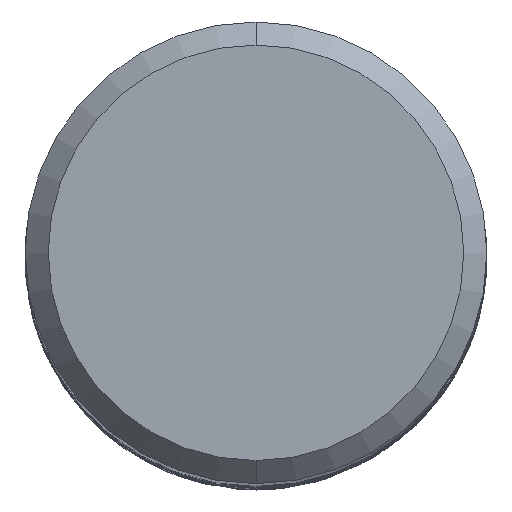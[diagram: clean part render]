
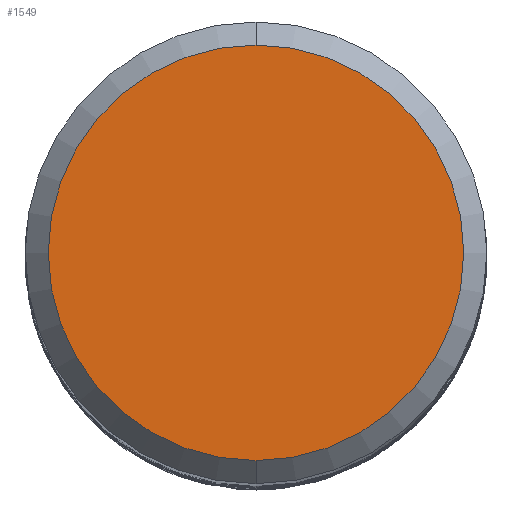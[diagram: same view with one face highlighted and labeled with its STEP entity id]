
A CAD part, top view. The second image highlights one B-rep face of the part: STEP entity #1549.
In plain terms, the highlighted planar face has unit normal (0, 0, 1).
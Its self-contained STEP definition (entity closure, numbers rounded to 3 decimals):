
#1093=EDGE_CURVE('',#1867,#1829,#2389,.T.);
#1127=EDGE_CURVE('',#1829,#1867,#2424,.T.);
#1549=ADVANCED_FACE('',(#2895),#2896,.T.);
#1829=VERTEX_POINT('',#3197);
#1867=VERTEX_POINT('',#3235);
#2389=CIRCLE('',#8844,9.0);
#2424=CIRCLE('',#9081,9.0);
#2895=FACE_OUTER_BOUND('',#16255,.T.);
#2896=PLANE('',#16256);
#3197=CARTESIAN_POINT('',(0.,-9.0,0.));
#3235=CARTESIAN_POINT('',(0.0,9.0,0.));
#8844=AXIS2_PLACEMENT_3D('',#20573,#20574,#20575);
#9081=AXIS2_PLACEMENT_3D('',#20594,#20595,#20596);
#16255=EDGE_LOOP('',(#21111,#21112));
#16256=AXIS2_PLACEMENT_3D('',#21113,#21114,#21115);
#20573=CARTESIAN_POINT('',(0.0,0.0,0.));
#20574=DIRECTION('',(0.0,0.0,-1.0));
#20575=DIRECTION('',(0.0,1.0,0.0));
#20594=CARTESIAN_POINT('',(0.0,0.0,0.));
#20595=DIRECTION('',(0.0,0.0,-1.0));
#20596=DIRECTION('',(0.0,1.0,0.0));
#21111=ORIENTED_EDGE('',*,*,#1093,.F.);
#21112=ORIENTED_EDGE('',*,*,#1127,.F.);
#21113=CARTESIAN_POINT('',(0.0,4.5,0.));
#21114=DIRECTION('',(-0.0,0.0,1.0));
#21115=DIRECTION('',(0.0,-1.0,0.0));
